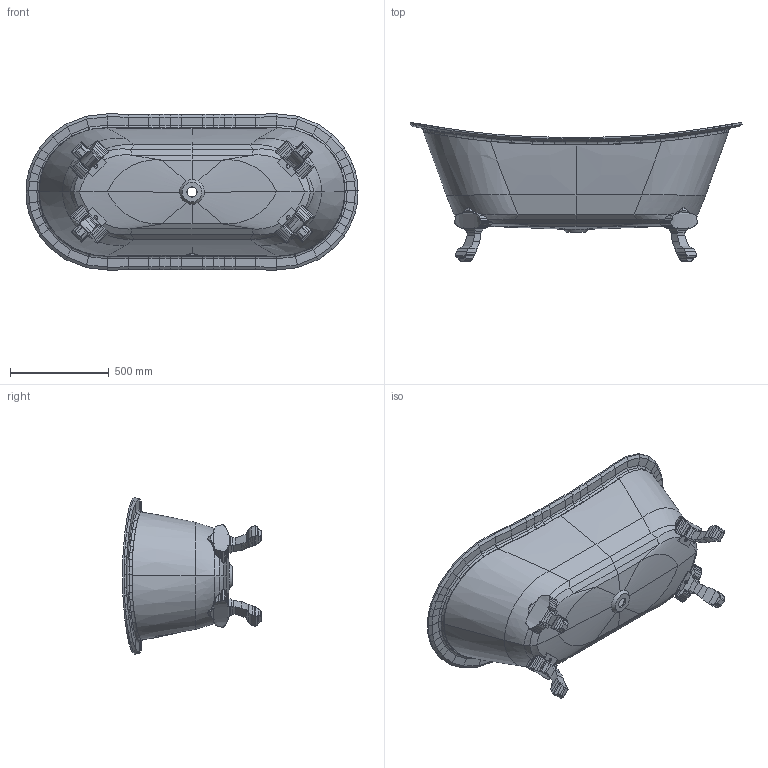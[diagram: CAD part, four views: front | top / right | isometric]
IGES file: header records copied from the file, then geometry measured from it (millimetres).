
Global section: file name: N10CS BAT-1690; native system: AutoCAD 2016 - English; preprocessor: Autodesk Translation Framework DWG producer (atf_dwg_producer); organization: unknown; date: 20170222.160714; units: millimetre
Bounding box: 1679.15 x 701.63 x 790.19 mm (x, y, z)
Volume: 45392657.1 mm3; surface area: 5095628.9 mm2
Topology: 10 solids, 10 shells, 1058 faces, 2620 edges, 1579 vertices
Faces by surface type: bspline 1058
